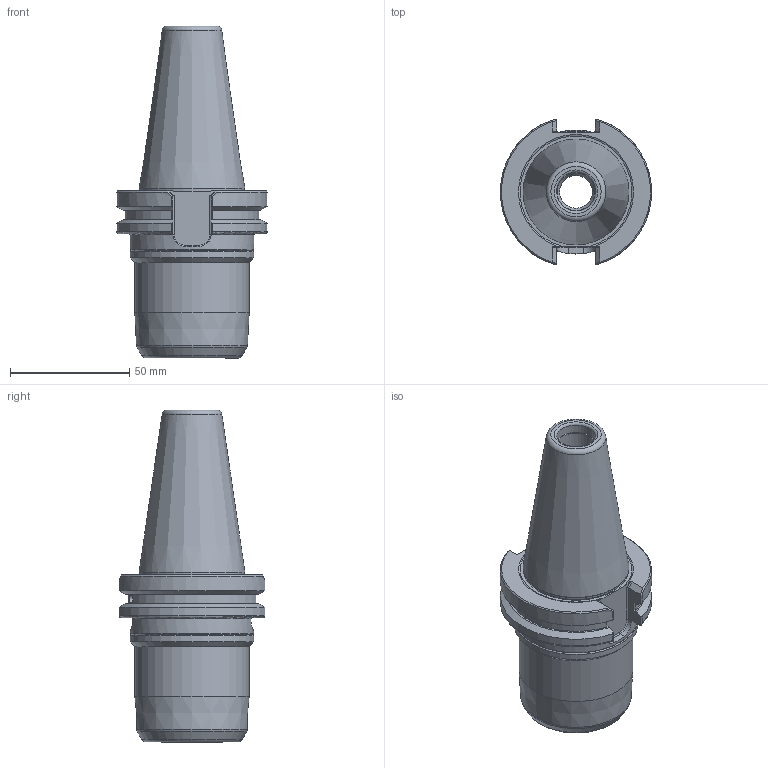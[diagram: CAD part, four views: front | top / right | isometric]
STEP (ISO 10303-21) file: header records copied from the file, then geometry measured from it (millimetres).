
FILE_DESCRIPTION (( 'STEP AP214' ), '1' );
FILE_NAME ('NCAT40-C3_4-70UG-IDU.STEP', '2022-03-03T16:52:11', ( '' ), ( '' ), 'SwSTEP 2.0', 'SolidWorks 2021', '' );
FILE_SCHEMA (( 'AUTOMOTIVE_DESIGN' ));
Length unit declared in the file: millimetre
Products named in the file (3): NCAT40-C3_4-70UG-IDU - BODY; NCAT40-C3_4-70UG-IDU - NUT; NCAT40-C3_4-70UG-IDU
Assembly tree (2 placements, depth 2):
  NCAT40-C3_4-70UG-IDU
    NCAT40-C3_4-70UG-IDU - BODY
    NCAT40-C3_4-70UG-IDU - NUT
Bounding box: 63.29 x 61.08 x 139.35 mm (x, y, z)
Volume: 173774.6 mm3; surface area: 45260.6 mm2
Topology: 2 solids, 2 shells, 189 faces, 478 edges, 306 vertices
Faces by surface type: plane 72, cylinder 59, cone 39, torus 15, bspline 4
Full cylindrical faces by diameter (mm): 3.5 x2, 10 x1, 13.7 x1, 15.875 x1, 16.281 x1, 17.5 x1, 19.05 x1, 19.6 x1, 25.4 x1, 26.8 x2, 28.5 x3, 43.85 x1, 48 x1, 52 x2
Entity records: 5908 total; most frequent: CARTESIAN_POINT 1500, DIRECTION 906, ORIENTED_EDGE 852, EDGE_CURVE 426, AXIS2_PLACEMENT_3D 366, VERTEX_POINT 298, EDGE_LOOP 250, FACE_OUTER_BOUND 215
